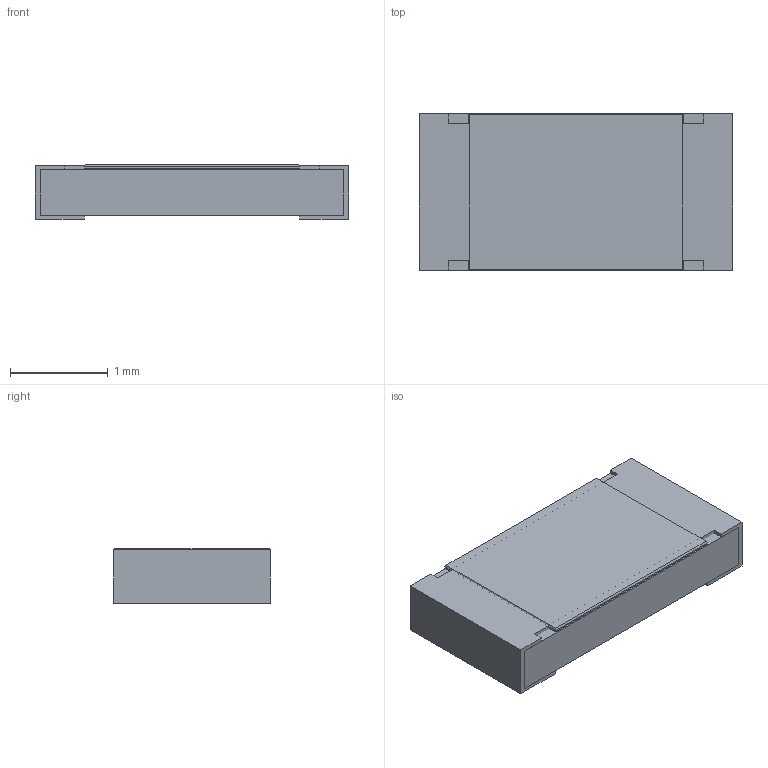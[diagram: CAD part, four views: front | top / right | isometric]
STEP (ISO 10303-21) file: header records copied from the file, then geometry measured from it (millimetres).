
FILE_DESCRIPTION (( 'STEP AP214' ), '1' );
FILE_NAME ('R1206.STEP', '2023-06-01T06:44:55', ( '' ), ( '' ), 'SwSTEP 2.0', 'SolidWorks 2019', '' );
FILE_SCHEMA (( 'AUTOMOTIVE_DESIGN' ));
Length unit declared in the file: millimetre
Products named in the file (1): R1206
Bounding box: 3.2 x 1.6 x 0.56 mm (x, y, z)
Surface area: 36.6 mm2
Topology: 3 solids, 3 shells, 46 faces, 116 edges, 76 vertices
Faces by surface type: plane 46
Entity records: 1532 total; most frequent: CARTESIAN_POINT 239, ORIENTED_EDGE 232, DIRECTION 210, LINE 116, EDGE_CURVE 116, VECTOR 116, VERTEX_POINT 76, AXIS2_PLACEMENT_3D 47
